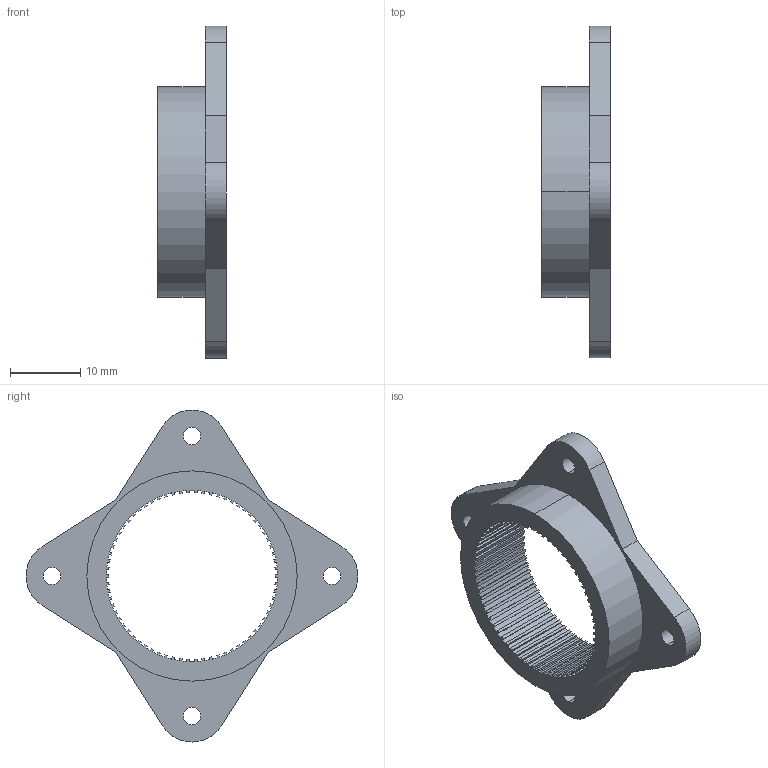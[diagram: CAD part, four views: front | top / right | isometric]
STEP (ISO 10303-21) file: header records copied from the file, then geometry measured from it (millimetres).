
FILE_DESCRIPTION (( 'STEP AP214' ), '1' );
FILE_NAME ('tread template part1.STEP', '2023-04-03T12:44:44', ( '' ), ( '' ), 'SwSTEP 2.0', 'SolidWorks 2019', '' );
FILE_SCHEMA (( 'AUTOMOTIVE_DESIGN' ));
Length unit declared in the file: millimetre
Products named in the file (1): tread template part1
Bounding box: 9.8 x 47.37 x 47.37 mm (x, y, z)
Volume: 3732.2 mm3; surface area: 3682 mm2
Topology: 1 solids, 1 shells, 307 faces, 912 edges, 608 vertices
Faces by surface type: plane 221, cylinder 86
Entity records: 10292 total; most frequent: CARTESIAN_POINT 1828, ORIENTED_EDGE 1824, DIRECTION 1700, EDGE_CURVE 912, VECTOR 740, LINE 740, VERTEX_POINT 608, AXIS2_PLACEMENT_3D 480
